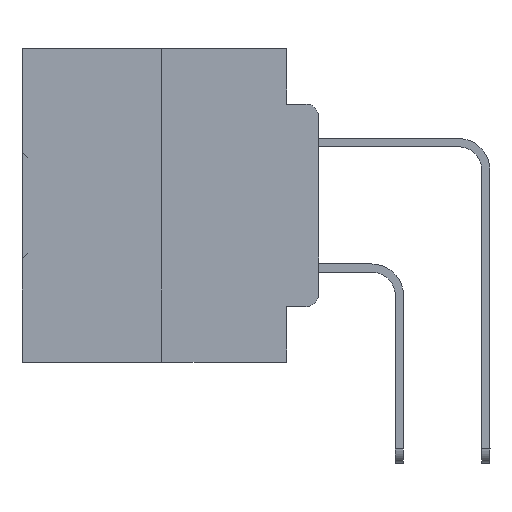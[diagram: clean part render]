
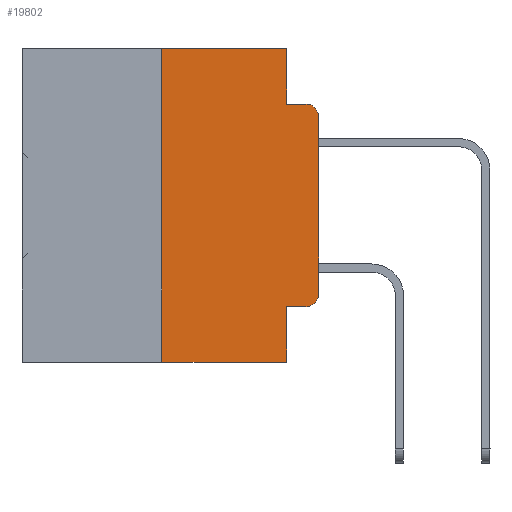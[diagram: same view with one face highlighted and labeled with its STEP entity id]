
A CAD part, left-side view. The second image highlights one B-rep face of the part: STEP entity #19802.
In plain terms, the highlighted planar face has unit normal (-1, 0, 0).
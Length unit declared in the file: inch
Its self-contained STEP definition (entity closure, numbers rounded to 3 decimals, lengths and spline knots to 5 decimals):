
#342 = CARTESIAN_POINT ( 'NONE',  ( 0., 0.051, -0.0885 ) ) ;
#1555 = EDGE_CURVE ( 'NONE', #25470, #37718, #20913, .T. ) ;
#1886 = FACE_OUTER_BOUND ( 'NONE', #37488, .T. ) ;
#1956 = CARTESIAN_POINT ( 'NONE',  ( 0., 0.25, -0.5 ) ) ;
#2953 = ORIENTED_EDGE ( 'NONE', *, *, #24777, .F. ) ;
#3871 = ORIENTED_EDGE ( 'NONE', *, *, #3959, .T. ) ;
#3959 = EDGE_CURVE ( 'NONE', #3990, #32844, #7592, .T. ) ;
#3990 = VERTEX_POINT ( 'NONE', #34491 ) ;
#4281 = CARTESIAN_POINT ( 'NONE',  ( 0., 0.473, 0. ) ) ;
#4336 = ORIENTED_EDGE ( 'NONE', *, *, #23315, .T. ) ;
#5089 = DIRECTION ( 'NONE',  ( 0., 0., -1. ) ) ;
#5467 = EDGE_CURVE ( 'NONE', #24833, #14765, #21060, .T. ) ;
#6114 = DIRECTION ( 'NONE',  ( 0., 0., -1. ) ) ;
#7441 = CARTESIAN_POINT ( 'NONE',  ( 0., 0.051, -0.4115 ) ) ;
#7592 = CIRCLE ( 'NONE', #12547, 0.02 ) ;
#8073 = ORIENTED_EDGE ( 'NONE', *, *, #15508, .T. ) ;
#8889 = CARTESIAN_POINT ( 'NONE',  ( 0., 0.25, 0. ) ) ;
#8940 = CARTESIAN_POINT ( 'NONE',  ( 0., 0.051, -0.0885 ) ) ;
#10508 = ORIENTED_EDGE ( 'NONE', *, *, #1555, .F. ) ;
#11083 = CARTESIAN_POINT ( 'NONE',  ( 0., 0.051, -0.5 ) ) ;
#12547 = AXIS2_PLACEMENT_3D ( 'NONE', #34889, #22628, #5089 ) ;
#12738 = EDGE_CURVE ( 'NONE', #16547, #25470, #30610, .T. ) ;
#12954 = VECTOR ( 'NONE', #36452, 39.37008 ) ;
#12985 = VERTEX_POINT ( 'NONE', #1956 ) ;
#13054 = DIRECTION ( 'NONE',  ( 0., -1., 0. ) ) ;
#13493 = DIRECTION ( 'NONE',  ( 0., 0., 1. ) ) ;
#13727 = AXIS2_PLACEMENT_3D ( 'NONE', #36674, #29913, #6114 ) ;
#14729 = VECTOR ( 'NONE', #26905, 39.37008 ) ;
#14765 = VERTEX_POINT ( 'NONE', #11083 ) ;
#15008 = CARTESIAN_POINT ( 'NONE',  ( 0., 0.051, 0. ) ) ;
#15508 = EDGE_CURVE ( 'NONE', #24833, #35047, #22252, .T. ) ;
#16226 = LINE ( 'NONE', #25184, #21420 ) ;
#16346 = CARTESIAN_POINT ( 'NONE',  ( 0., 0.473, -0.5 ) ) ;
#16547 = VERTEX_POINT ( 'NONE', #8889 ) ;
#16809 = CARTESIAN_POINT ( 'NONE',  ( 0., 0.02, -0.0885 ) ) ;
#18008 = VECTOR ( 'NONE', #20846, 39.37008 ) ;
#18531 = EDGE_CURVE ( 'NONE', #35047, #21750, #29931, .T. ) ;
#18786 = EDGE_CURVE ( 'NONE', #21750, #3990, #26171, .T. ) ;
#19024 = AXIS2_PLACEMENT_3D ( 'NONE', #22536, #34212, #34000 ) ;
#19802 = ADVANCED_FACE ( 'NONE', ( #1886 ), #25647, .F. ) ;
#19935 = CARTESIAN_POINT ( 'NONE',  ( 0., 0., 0. ) ) ;
#20846 = DIRECTION ( 'NONE',  ( 0., -1., 0. ) ) ;
#20913 = LINE ( 'NONE', #24583, #12954 ) ;
#21060 = LINE ( 'NONE', #15008, #14729 ) ;
#21420 = VECTOR ( 'NONE', #13493, 39.37008 ) ;
#21750 = VERTEX_POINT ( 'NONE', #26563 ) ;
#22252 = LINE ( 'NONE', #7441, #28498 ) ;
#22536 = CARTESIAN_POINT ( 'NONE',  ( 0., 0.473, 0. ) ) ;
#22628 = DIRECTION ( 'NONE',  ( -1., 0., 0. ) ) ;
#23315 = EDGE_CURVE ( 'NONE', #12985, #14765, #37586, .T. ) ;
#23855 = ORIENTED_EDGE ( 'NONE', *, *, #18786, .T. ) ;
#24583 = CARTESIAN_POINT ( 'NONE',  ( 0., 0.051, 0. ) ) ;
#24777 = EDGE_CURVE ( 'NONE', #37718, #32844, #35644, .T. ) ;
#24833 = VERTEX_POINT ( 'NONE', #33107 ) ;
#25184 = CARTESIAN_POINT ( 'NONE',  ( 0., 0.25, 0. ) ) ;
#25338 = ORIENTED_EDGE ( 'NONE', *, *, #18531, .T. ) ;
#25470 = VERTEX_POINT ( 'NONE', #31631 ) ;
#25647 = PLANE ( 'NONE',  #19024 ) ;
#26171 = LINE ( 'NONE', #19935, #34913 ) ;
#26563 = CARTESIAN_POINT ( 'NONE',  ( 0., 0., -0.3915 ) ) ;
#26905 = DIRECTION ( 'NONE',  ( 0., 0., -1. ) ) ;
#28351 = ORIENTED_EDGE ( 'NONE', *, *, #5467, .F. ) ;
#28498 = VECTOR ( 'NONE', #29740, 39.37008 ) ;
#29740 = DIRECTION ( 'NONE',  ( 0., -1., 0. ) ) ;
#29913 = DIRECTION ( 'NONE',  ( -1., 0., 0. ) ) ;
#29931 = CIRCLE ( 'NONE', #13727, 0.02 ) ;
#30610 = LINE ( 'NONE', #4281, #35497 ) ;
#30643 = ORIENTED_EDGE ( 'NONE', *, *, #32854, .F. ) ;
#30975 = ORIENTED_EDGE ( 'NONE', *, *, #12738, .F. ) ;
#31631 = CARTESIAN_POINT ( 'NONE',  ( 0., 0.051, 0. ) ) ;
#32844 = VERTEX_POINT ( 'NONE', #16809 ) ;
#32854 = EDGE_CURVE ( 'NONE', #12985, #16547, #16226, .T. ) ;
#32860 = VECTOR ( 'NONE', #36815, 39.37008 ) ;
#33107 = CARTESIAN_POINT ( 'NONE',  ( 0., 0.051, -0.4115 ) ) ;
#33704 = CARTESIAN_POINT ( 'NONE',  ( 0., 0.02, -0.4115 ) ) ;
#34000 = DIRECTION ( 'NONE',  ( 0., 0., -1. ) ) ;
#34212 = DIRECTION ( 'NONE',  ( 1., 0., 0. ) ) ;
#34491 = CARTESIAN_POINT ( 'NONE',  ( 0., 0., -0.1085 ) ) ;
#34889 = CARTESIAN_POINT ( 'NONE',  ( 0., 0.02, -0.1085 ) ) ;
#34913 = VECTOR ( 'NONE', #38032, 39.37008 ) ;
#35047 = VERTEX_POINT ( 'NONE', #33704 ) ;
#35497 = VECTOR ( 'NONE', #13054, 39.37008 ) ;
#35644 = LINE ( 'NONE', #8940, #18008 ) ;
#36452 = DIRECTION ( 'NONE',  ( 0., 0., -1. ) ) ;
#36674 = CARTESIAN_POINT ( 'NONE',  ( 0., 0.02, -0.3915 ) ) ;
#36815 = DIRECTION ( 'NONE',  ( 0., -1., 0. ) ) ;
#37488 = EDGE_LOOP ( 'NONE', ( #23855, #3871, #2953, #10508, #30975, #30643, #4336, #28351, #8073, #25338 ) ) ;
#37586 = LINE ( 'NONE', #16346, #32860 ) ;
#37718 = VERTEX_POINT ( 'NONE', #342 ) ;
#38032 = DIRECTION ( 'NONE',  ( 0., 0., 1. ) ) ;
